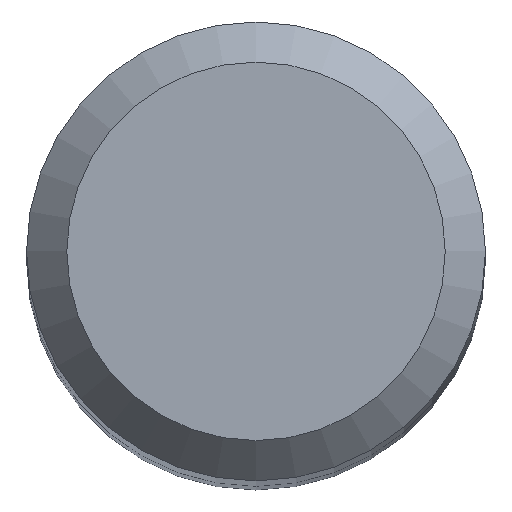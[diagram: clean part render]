
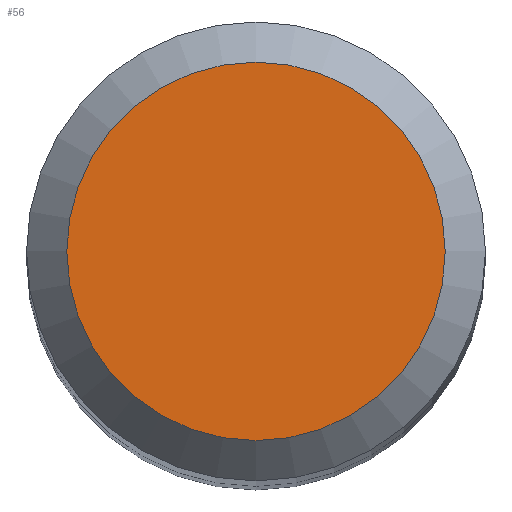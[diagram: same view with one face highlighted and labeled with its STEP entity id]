
A CAD part, top view. The second image highlights one B-rep face of the part: STEP entity #56.
In plain terms, the highlighted planar face has unit normal (0, 0, 1).
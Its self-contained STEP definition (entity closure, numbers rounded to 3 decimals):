
#3 = VERTEX_POINT ( 'NONE', #5 ) ;
#5 = CARTESIAN_POINT ( 'NONE',  ( 0., 2.35, 66. ) ) ;
#13 = AXIS2_PLACEMENT_3D ( 'NONE', #198, #107, #94 ) ;
#22 = AXIS2_PLACEMENT_3D ( 'NONE', #185, #44, #152 ) ;
#28 = CIRCLE ( 'NONE', #13, 2.35 ) ;
#29 = FACE_OUTER_BOUND ( 'NONE', #167, .T. ) ;
#44 = DIRECTION ( 'NONE',  ( 0., 0., -1. ) ) ;
#56 = ADVANCED_FACE ( 'NONE', ( #29 ), #171, .F. ) ;
#79 = EDGE_CURVE ( 'NONE', #3, #3, #28, .T. ) ;
#94 = DIRECTION ( 'NONE',  ( 0., 1., 0. ) ) ;
#107 = DIRECTION ( 'NONE',  ( 0., 0., -1. ) ) ;
#152 = DIRECTION ( 'NONE',  ( 0., 1., 0. ) ) ;
#167 = EDGE_LOOP ( 'NONE', ( #180 ) ) ;
#171 = PLANE ( 'NONE',  #22 ) ;
#180 = ORIENTED_EDGE ( 'NONE', *, *, #79, .F. ) ;
#185 = CARTESIAN_POINT ( 'NONE',  ( 0., 0., 66. ) ) ;
#198 = CARTESIAN_POINT ( 'NONE',  ( 0., 0., 66. ) ) ;
